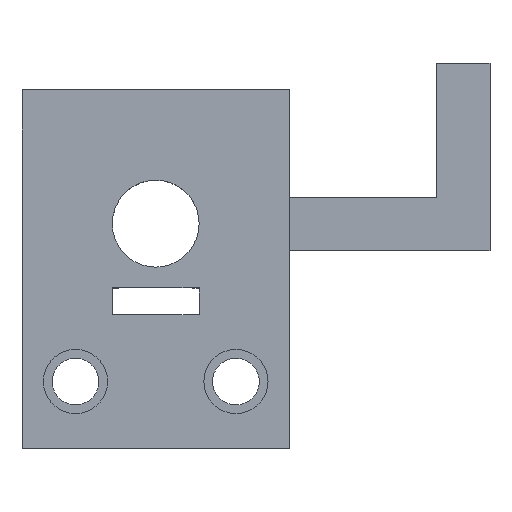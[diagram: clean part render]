
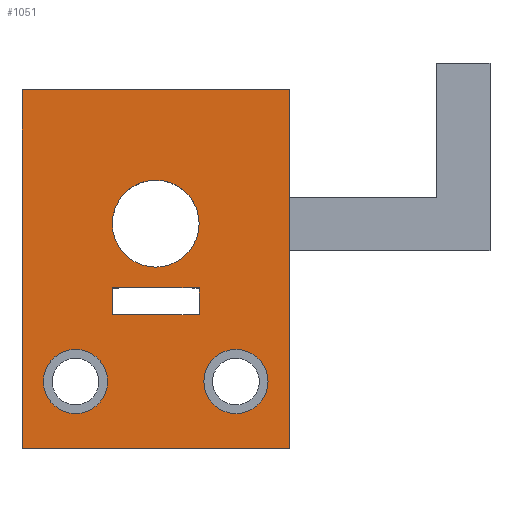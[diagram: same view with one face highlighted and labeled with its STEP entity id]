
A CAD part, top view. The second image highlights one B-rep face of the part: STEP entity #1051.
In plain terms, the highlighted planar face has unit normal (0, 0, 1).
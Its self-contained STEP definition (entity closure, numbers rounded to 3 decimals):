
#20=FACE_BOUND('',#180,.T.);
#21=FACE_BOUND('',#181,.T.);
#22=FACE_BOUND('',#182,.T.);
#23=FACE_BOUND('',#183,.T.);
#70=PLANE('',#1127);
#122=FACE_OUTER_BOUND('',#179,.T.);
#179=EDGE_LOOP('',(#984,#985,#986,#987));
#180=EDGE_LOOP('',(#988));
#181=EDGE_LOOP('',(#989));
#182=EDGE_LOOP('',(#990,#991,#992,#993));
#183=EDGE_LOOP('',(#994));
#304=LINE('',#1654,#439);
#306=LINE('',#1658,#441);
#308=LINE('',#1662,#443);
#310=LINE('',#1665,#445);
#312=LINE('',#1670,#447);
#314=LINE('',#1674,#449);
#316=LINE('',#1678,#451);
#318=LINE('',#1681,#453);
#439=VECTOR('',#1358,10.);
#441=VECTOR('',#1362,10.);
#443=VECTOR('',#1366,10.);
#445=VECTOR('',#1370,10.);
#447=VECTOR('',#1374,10.);
#449=VECTOR('',#1378,10.);
#451=VECTOR('',#1382,10.);
#453=VECTOR('',#1386,10.);
#454=CIRCLE('',#1067,2.4);
#457=CIRCLE('',#1072,2.4);
#463=CIRCLE('',#1118,3.25);
#464=VERTEX_POINT('',#1391);
#467=VERTEX_POINT('',#1400);
#551=VERTEX_POINT('',#1647);
#552=VERTEX_POINT('',#1651);
#553=VERTEX_POINT('',#1653);
#554=VERTEX_POINT('',#1657);
#555=VERTEX_POINT('',#1661);
#556=VERTEX_POINT('',#1667);
#557=VERTEX_POINT('',#1669);
#558=VERTEX_POINT('',#1673);
#559=VERTEX_POINT('',#1677);
#560=EDGE_CURVE('',#464,#464,#454,.T.);
#564=EDGE_CURVE('',#467,#467,#457,.T.);
#687=EDGE_CURVE('',#551,#551,#463,.T.);
#690=EDGE_CURVE('',#553,#552,#304,.T.);
#692=EDGE_CURVE('',#554,#553,#306,.T.);
#694=EDGE_CURVE('',#555,#554,#308,.T.);
#696=EDGE_CURVE('',#552,#555,#310,.T.);
#698=EDGE_CURVE('',#557,#556,#312,.T.);
#700=EDGE_CURVE('',#558,#557,#314,.T.);
#702=EDGE_CURVE('',#559,#558,#316,.T.);
#704=EDGE_CURVE('',#556,#559,#318,.T.);
#984=ORIENTED_EDGE('',*,*,#704,.T.);
#985=ORIENTED_EDGE('',*,*,#702,.T.);
#986=ORIENTED_EDGE('',*,*,#700,.T.);
#987=ORIENTED_EDGE('',*,*,#698,.T.);
#988=ORIENTED_EDGE('',*,*,#560,.T.);
#989=ORIENTED_EDGE('',*,*,#564,.T.);
#990=ORIENTED_EDGE('',*,*,#696,.T.);
#991=ORIENTED_EDGE('',*,*,#694,.T.);
#992=ORIENTED_EDGE('',*,*,#692,.T.);
#993=ORIENTED_EDGE('',*,*,#690,.T.);
#994=ORIENTED_EDGE('',*,*,#687,.T.);
#1051=ADVANCED_FACE('',(#122,#20,#21,#22,#23),#70,.T.);
#1067=AXIS2_PLACEMENT_3D('',#1392,#1132,#1133);
#1072=AXIS2_PLACEMENT_3D('',#1401,#1143,#1144);
#1118=AXIS2_PLACEMENT_3D('',#1648,#1352,#1353);
#1127=AXIS2_PLACEMENT_3D('',#1682,#1387,#1388);
#1132=DIRECTION('center_axis',(0.,0.,-1.));
#1133=DIRECTION('ref_axis',(-1.,0.,0.));
#1143=DIRECTION('center_axis',(0.,0.,-1.));
#1144=DIRECTION('ref_axis',(-1.,0.,0.));
#1352=DIRECTION('center_axis',(0.,0.,-1.));
#1353=DIRECTION('ref_axis',(1.,0.,0.));
#1358=DIRECTION('',(-1.,0.,0.));
#1362=DIRECTION('',(0.,-1.,0.));
#1366=DIRECTION('',(1.,0.,0.));
#1370=DIRECTION('',(0.,1.,0.));
#1374=DIRECTION('',(0.,-1.,0.));
#1378=DIRECTION('',(-1.,0.,0.));
#1382=DIRECTION('',(0.,1.,0.));
#1386=DIRECTION('',(1.,0.,0.));
#1387=DIRECTION('center_axis',(0.,0.,1.));
#1388=DIRECTION('ref_axis',(1.,0.,0.));
#1391=CARTESIAN_POINT('',(-3.6,-11.8,10.));
#1392=CARTESIAN_POINT('Origin',(-6.,-11.8,10.));
#1400=CARTESIAN_POINT('',(8.4,-11.8,10.));
#1401=CARTESIAN_POINT('Origin',(6.,-11.8,10.));
#1647=CARTESIAN_POINT('',(-3.25,0.,10.));
#1648=CARTESIAN_POINT('Origin',(0.,0.,10.));
#1651=CARTESIAN_POINT('',(-3.25,-6.8,10.));
#1653=CARTESIAN_POINT('',(3.25,-6.8,10.));
#1654=CARTESIAN_POINT('',(3.25,-6.8,10.));
#1657=CARTESIAN_POINT('',(3.25,-4.8,10.));
#1658=CARTESIAN_POINT('',(3.25,-4.8,10.));
#1661=CARTESIAN_POINT('',(-3.25,-4.8,10.));
#1662=CARTESIAN_POINT('',(-3.25,-4.8,10.));
#1665=CARTESIAN_POINT('',(-3.25,-4.8,10.));
#1667=CARTESIAN_POINT('',(-10.,-16.8,10.));
#1669=CARTESIAN_POINT('',(-10.,10.,10.));
#1670=CARTESIAN_POINT('',(-10.,-10.,10.));
#1673=CARTESIAN_POINT('',(10.,10.,10.));
#1674=CARTESIAN_POINT('',(-10.,10.,10.));
#1677=CARTESIAN_POINT('',(10.,-16.8,10.));
#1678=CARTESIAN_POINT('',(10.,-10.,10.));
#1681=CARTESIAN_POINT('',(10.,-16.8,10.));
#1682=CARTESIAN_POINT('Origin',(0.,-3.4,10.));
